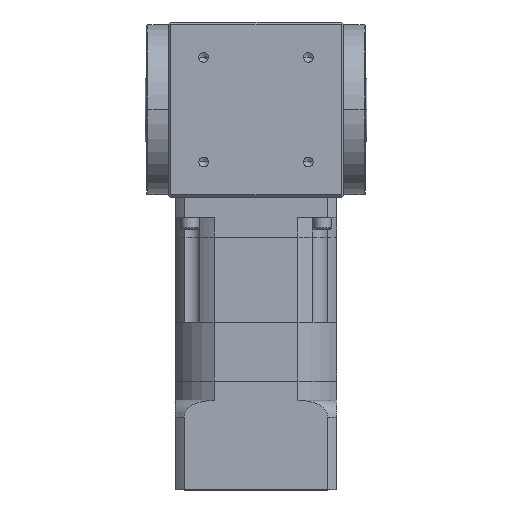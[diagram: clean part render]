
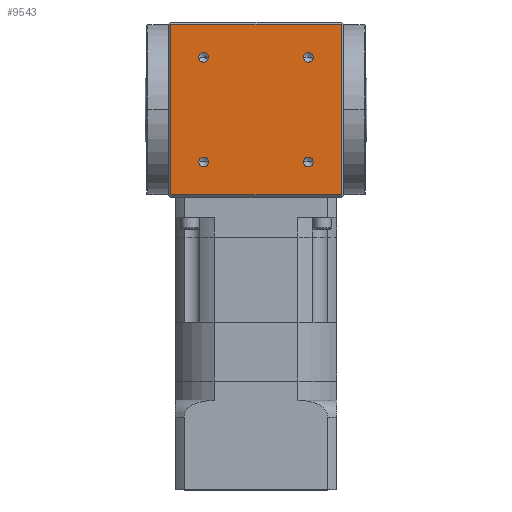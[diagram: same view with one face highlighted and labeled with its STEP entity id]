
A CAD part, top view. The second image highlights one B-rep face of the part: STEP entity #9543.
In plain terms, the highlighted planar face has unit normal (0, 0, 1).
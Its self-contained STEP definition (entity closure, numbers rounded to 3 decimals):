
#215 = CARTESIAN_POINT ( 'NONE',  ( -45.962, 231.788, 77. ) ) ;
#284 = FACE_BOUND ( 'NONE', #10766, .T. ) ;
#356 = DIRECTION ( 'NONE',  ( 0., -1., 0. ) ) ;
#503 = VERTEX_POINT ( 'NONE', #24857 ) ;
#663 = ORIENTED_EDGE ( 'NONE', *, *, #2647, .F. ) ;
#1386 = EDGE_CURVE ( 'NONE', #503, #15005, #2237, .T. ) ;
#1944 = CARTESIAN_POINT ( 'NONE',  ( -45.962, 327.962, 77. ) ) ;
#2056 = EDGE_LOOP ( 'NONE', ( #12222, #7538 ) ) ;
#2082 = ORIENTED_EDGE ( 'NONE', *, *, #17086, .F. ) ;
#2184 = DIRECTION ( 'NONE',  ( 0., 0., -1. ) ) ;
#2237 = LINE ( 'NONE', #17160, #23545 ) ;
#2346 = EDGE_CURVE ( 'NONE', #3095, #9475, #5049, .T. ) ;
#2359 = ORIENTED_EDGE ( 'NONE', *, *, #1386, .F. ) ;
#2647 = EDGE_CURVE ( 'NONE', #9475, #503, #14368, .T. ) ;
#2873 = CIRCLE ( 'NONE', #8701, 4.25 ) ;
#2960 = AXIS2_PLACEMENT_3D ( 'NONE', #8198, #22641, #10246 ) ;
#2990 = CIRCLE ( 'NONE', #9310, 4.25 ) ;
#3095 = VERTEX_POINT ( 'NONE', #22231 ) ;
#3442 = ORIENTED_EDGE ( 'NONE', *, *, #5719, .F. ) ;
#3484 = CARTESIAN_POINT ( 'NONE',  ( 45.962, 323.712, 77. ) ) ;
#3674 = VERTEX_POINT ( 'NONE', #9358 ) ;
#3995 = DIRECTION ( 'NONE',  ( 0., -1., 0. ) ) ;
#4296 = EDGE_LOOP ( 'NONE', ( #2082, #16435 ) ) ;
#4383 = CIRCLE ( 'NONE', #26405, 4.25 ) ;
#4448 = FACE_OUTER_BOUND ( 'NONE', #25282, .T. ) ;
#4458 = ORIENTED_EDGE ( 'NONE', *, *, #2346, .F. ) ;
#4470 = CARTESIAN_POINT ( 'NONE',  ( 74.872, 0., 77. ) ) ;
#5049 = LINE ( 'NONE', #4470, #20869 ) ;
#5719 = EDGE_CURVE ( 'NONE', #3674, #12396, #19860, .T. ) ;
#6180 = CIRCLE ( 'NONE', #2960, 4.25 ) ;
#7071 = EDGE_CURVE ( 'NONE', #8727, #12574, #2990, .T. ) ;
#7072 = CARTESIAN_POINT ( 'NONE',  ( -45.962, 236.038, 77. ) ) ;
#7538 = ORIENTED_EDGE ( 'NONE', *, *, #21429, .F. ) ;
#8048 = DIRECTION ( 'NONE',  ( 0., 0., 1. ) ) ;
#8198 = CARTESIAN_POINT ( 'NONE',  ( 45.962, 327.962, 77. ) ) ;
#8514 = CARTESIAN_POINT ( 'NONE',  ( -45.962, 323.712, 77. ) ) ;
#8701 = AXIS2_PLACEMENT_3D ( 'NONE', #20433, #8048, #22498 ) ;
#8727 = VERTEX_POINT ( 'NONE', #24954 ) ;
#8880 = VECTOR ( 'NONE', #14567, 1000. ) ;
#9135 = DIRECTION ( 'NONE',  ( 0., -1., 0. ) ) ;
#9310 = AXIS2_PLACEMENT_3D ( 'NONE', #21868, #9489, #23970 ) ;
#9358 = CARTESIAN_POINT ( 'NONE',  ( -45.962, 240.288, 77. ) ) ;
#9475 = VERTEX_POINT ( 'NONE', #12088 ) ;
#9489 = DIRECTION ( 'NONE',  ( 0., 0., 1. ) ) ;
#9543 = ADVANCED_FACE ( 'NONE', ( #284, #9909, #15409, #16049, #4448 ), #18593, .F. ) ;
#9579 = CIRCLE ( 'NONE', #11448, 4.25 ) ;
#9909 = FACE_BOUND ( 'NONE', #2056, .T. ) ;
#9969 = ORIENTED_EDGE ( 'NONE', *, *, #18302, .F. ) ;
#10160 = EDGE_LOOP ( 'NONE', ( #9969, #3442 ) ) ;
#10246 = DIRECTION ( 'NONE',  ( 0., -1., 0. ) ) ;
#10349 = AXIS2_PLACEMENT_3D ( 'NONE', #11709, #26189, #13783 ) ;
#10766 = EDGE_LOOP ( 'NONE', ( #22335, #16240 ) ) ;
#11448 = AXIS2_PLACEMENT_3D ( 'NONE', #1944, #16327, #3995 ) ;
#11468 = CARTESIAN_POINT ( 'NONE',  ( -45.962, 236.038, 77. ) ) ;
#11650 = CIRCLE ( 'NONE', #25594, 4.25 ) ;
#11678 = CARTESIAN_POINT ( 'NONE',  ( -45.962, 332.212, 77. ) ) ;
#11709 = CARTESIAN_POINT ( 'NONE',  ( -45.962, 327.962, 77. ) ) ;
#12088 = CARTESIAN_POINT ( 'NONE',  ( 74.872, 207., 77. ) ) ;
#12222 = ORIENTED_EDGE ( 'NONE', *, *, #21440, .F. ) ;
#12251 = DIRECTION ( 'NONE',  ( 0., 0., 1. ) ) ;
#12340 = AXIS2_PLACEMENT_3D ( 'NONE', #14498, #2184, #16561 ) ;
#12396 = VERTEX_POINT ( 'NONE', #215 ) ;
#12425 = CARTESIAN_POINT ( 'NONE',  ( -74.872, 357., 77. ) ) ;
#12574 = VERTEX_POINT ( 'NONE', #25536 ) ;
#13558 = DIRECTION ( 'NONE',  ( 0., -1., 0. ) ) ;
#13783 = DIRECTION ( 'NONE',  ( 0., -1., 0. ) ) ;
#13815 = DIRECTION ( 'NONE',  ( 1., 0., 0. ) ) ;
#14305 = EDGE_CURVE ( 'NONE', #25941, #23770, #9579, .T. ) ;
#14368 = LINE ( 'NONE', #20735, #8880 ) ;
#14498 = CARTESIAN_POINT ( 'NONE',  ( -95., 359., 77. ) ) ;
#14567 = DIRECTION ( 'NONE',  ( -1., 0., 0. ) ) ;
#15005 = VERTEX_POINT ( 'NONE', #12425 ) ;
#15065 = DIRECTION ( 'NONE',  ( 0., 1., 0. ) ) ;
#15157 = CARTESIAN_POINT ( 'NONE',  ( 45.962, 332.212, 77. ) ) ;
#15409 = FACE_BOUND ( 'NONE', #4296, .T. ) ;
#15766 = VERTEX_POINT ( 'NONE', #15157 ) ;
#16049 = FACE_BOUND ( 'NONE', #10160, .T. ) ;
#16240 = ORIENTED_EDGE ( 'NONE', *, *, #14305, .F. ) ;
#16327 = DIRECTION ( 'NONE',  ( 0., 0., 1. ) ) ;
#16435 = ORIENTED_EDGE ( 'NONE', *, *, #7071, .F. ) ;
#16561 = DIRECTION ( 'NONE',  ( 0., 1., 0. ) ) ;
#17086 = EDGE_CURVE ( 'NONE', #12574, #8727, #2873, .T. ) ;
#17095 = ORIENTED_EDGE ( 'NONE', *, *, #22437, .F. ) ;
#17160 = CARTESIAN_POINT ( 'NONE',  ( -74.872, 0., 77. ) ) ;
#18302 = EDGE_CURVE ( 'NONE', #12396, #3674, #4383, .T. ) ;
#18380 = VECTOR ( 'NONE', #13815, 1000. ) ;
#18593 = PLANE ( 'NONE',  #12340 ) ;
#19022 = LINE ( 'NONE', #20065, #18380 ) ;
#19860 = CIRCLE ( 'NONE', #20728, 4.25 ) ;
#20065 = CARTESIAN_POINT ( 'NONE',  ( -95., 357., 77. ) ) ;
#20433 = CARTESIAN_POINT ( 'NONE',  ( 45.962, 236.038, 77. ) ) ;
#20728 = AXIS2_PLACEMENT_3D ( 'NONE', #7072, #21506, #9135 ) ;
#20735 = CARTESIAN_POINT ( 'NONE',  ( -95., 207., 77. ) ) ;
#20869 = VECTOR ( 'NONE', #356, 1000. ) ;
#21329 = EDGE_CURVE ( 'NONE', #23770, #25941, #25240, .T. ) ;
#21429 = EDGE_CURVE ( 'NONE', #15766, #25959, #11650, .T. ) ;
#21440 = EDGE_CURVE ( 'NONE', #25959, #15766, #6180, .T. ) ;
#21506 = DIRECTION ( 'NONE',  ( 0., 0., 1. ) ) ;
#21868 = CARTESIAN_POINT ( 'NONE',  ( 45.962, 236.038, 77. ) ) ;
#22231 = CARTESIAN_POINT ( 'NONE',  ( 74.872, 357., 77. ) ) ;
#22335 = ORIENTED_EDGE ( 'NONE', *, *, #21329, .F. ) ;
#22437 = EDGE_CURVE ( 'NONE', #15005, #3095, #19022, .T. ) ;
#22498 = DIRECTION ( 'NONE',  ( 0., -1., 0. ) ) ;
#22641 = DIRECTION ( 'NONE',  ( 0., 0., 1. ) ) ;
#23545 = VECTOR ( 'NONE', #15065, 1000. ) ;
#23770 = VERTEX_POINT ( 'NONE', #8514 ) ;
#23970 = DIRECTION ( 'NONE',  ( 0., -1., 0. ) ) ;
#24652 = CARTESIAN_POINT ( 'NONE',  ( 45.962, 327.962, 77. ) ) ;
#24857 = CARTESIAN_POINT ( 'NONE',  ( -74.872, 207., 77. ) ) ;
#24954 = CARTESIAN_POINT ( 'NONE',  ( 45.962, 240.288, 77. ) ) ;
#25240 = CIRCLE ( 'NONE', #10349, 4.25 ) ;
#25282 = EDGE_LOOP ( 'NONE', ( #4458, #17095, #2359, #663 ) ) ;
#25536 = CARTESIAN_POINT ( 'NONE',  ( 45.962, 231.788, 77. ) ) ;
#25594 = AXIS2_PLACEMENT_3D ( 'NONE', #24652, #12251, #26723 ) ;
#25941 = VERTEX_POINT ( 'NONE', #11678 ) ;
#25950 = DIRECTION ( 'NONE',  ( 0., 0., 1. ) ) ;
#25959 = VERTEX_POINT ( 'NONE', #3484 ) ;
#26189 = DIRECTION ( 'NONE',  ( 0., 0., 1. ) ) ;
#26405 = AXIS2_PLACEMENT_3D ( 'NONE', #11468, #25950, #13558 ) ;
#26723 = DIRECTION ( 'NONE',  ( 0., -1., 0. ) ) ;
